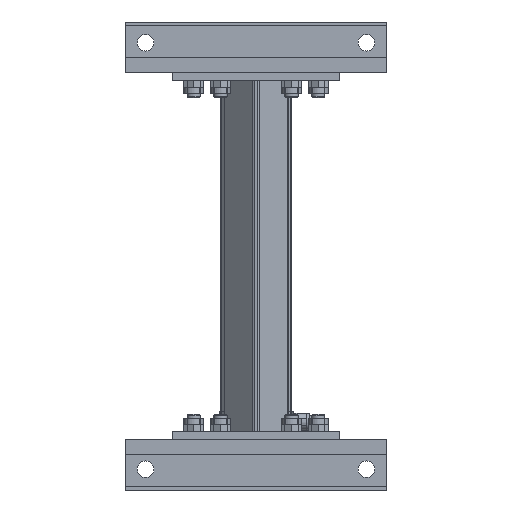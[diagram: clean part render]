
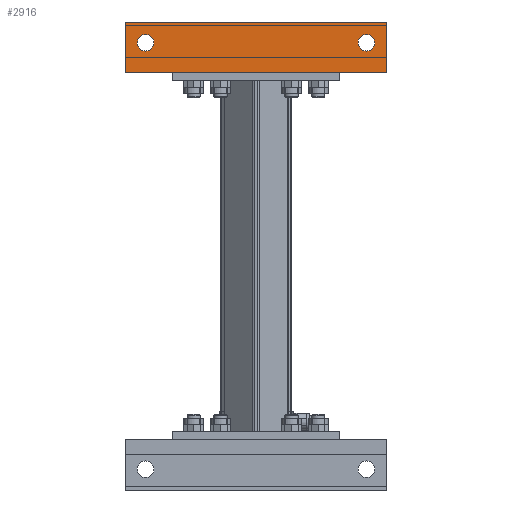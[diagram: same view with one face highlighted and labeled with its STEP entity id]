
A CAD part, left-side view. The second image highlights one B-rep face of the part: STEP entity #2916.
In plain terms, the highlighted face is planar.
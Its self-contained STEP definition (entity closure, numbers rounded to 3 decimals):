
#2916=ADVANCED_FACE('',(#5286,#5287,#5288),#5289,.T.);
#5286=FACE_BOUND('',#7471,.T.);
#5287=FACE_BOUND('',#7472,.T.);
#5288=FACE_OUTER_BOUND('',#7473,.T.);
#5289=PLANE('',#7474);
#7471=EDGE_LOOP('',(#11611));
#7472=EDGE_LOOP('',(#11612));
#7473=EDGE_LOOP('',(#11613,#11614,#11615,#11616));
#7474=AXIS2_PLACEMENT_3D('',#11617,#11618,#11619);
#11611=ORIENTED_EDGE('',*,*,#13381,.T.);
#11612=ORIENTED_EDGE('',*,*,#13822,.T.);
#11613=ORIENTED_EDGE('',*,*,#12832,.T.);
#11614=ORIENTED_EDGE('',*,*,#13090,.F.);
#11615=ORIENTED_EDGE('',*,*,#12887,.T.);
#11616=ORIENTED_EDGE('',*,*,#14040,.T.);
#11617=CARTESIAN_POINT('',(37.5,0.,0.));
#11618=DIRECTION('',(0.,-1.,0.));
#11619=DIRECTION('',(1.,0.,0.));
#12832=EDGE_CURVE('',#14834,#14832,#14835,.T.);
#12887=EDGE_CURVE('',#14910,#14924,#14926,.T.);
#13090=EDGE_CURVE('',#14910,#14832,#15253,.T.);
#13381=EDGE_CURVE('',#15691,#15691,#15692,.T.);
#13822=EDGE_CURVE('',#16273,#16273,#16274,.T.);
#14040=EDGE_CURVE('',#14924,#14834,#16532,.T.);
#14832=VERTEX_POINT('',#18554);
#14834=VERTEX_POINT('',#18557);
#14835=LINE('',#18558,#18559);
#14910=VERTEX_POINT('',#18699);
#14924=VERTEX_POINT('',#18717);
#14926=LINE('',#18720,#18721);
#15253=LINE('',#19390,#19391);
#15691=VERTEX_POINT('',#20589);
#15692=CIRCLE('',#20590,12.5);
#16273=VERTEX_POINT('',#21996);
#16274=CIRCLE('',#21997,12.5);
#16532=LINE('',#22556,#22557);
#18554=CARTESIAN_POINT('',(0.,0.,390.));
#18557=CARTESIAN_POINT('',(75.,0.,390.));
#18558=CARTESIAN_POINT('',(0.,0.,390.));
#18559=VECTOR('',#23203,1.);
#18699=CARTESIAN_POINT('',(0.,0.,0.));
#18717=CARTESIAN_POINT('',(75.,0.,0.));
#18720=CARTESIAN_POINT('',(0.,0.,0.));
#18721=VECTOR('',#23280,1.);
#19390=CARTESIAN_POINT('',(0.,0.,0.));
#19391=VECTOR('',#23530,1.);
#20589=CARTESIAN_POINT('',(56.5,0.,30.));
#20590=AXIS2_PLACEMENT_3D('',#23800,#23801,#23802);
#21996=CARTESIAN_POINT('',(56.5,0.,360.));
#21997=AXIS2_PLACEMENT_3D('',#24239,#24240,#24241);
#22556=CARTESIAN_POINT('',(75.,0.,0.));
#22557=VECTOR('',#24405,1.);
#23203=DIRECTION('',(-1.,0.,0.));
#23280=DIRECTION('',(1.,0.,0.));
#23530=DIRECTION('',(0.,0.,1.));
#23800=CARTESIAN_POINT('',(44.,0.,30.));
#23801=DIRECTION('',(0.,1.,0.));
#23802=DIRECTION('',(1.,0.,0.));
#24239=CARTESIAN_POINT('',(44.,0.,360.));
#24240=DIRECTION('',(0.,1.,0.));
#24241=DIRECTION('',(1.,0.,0.));
#24405=DIRECTION('',(0.,0.,1.));
